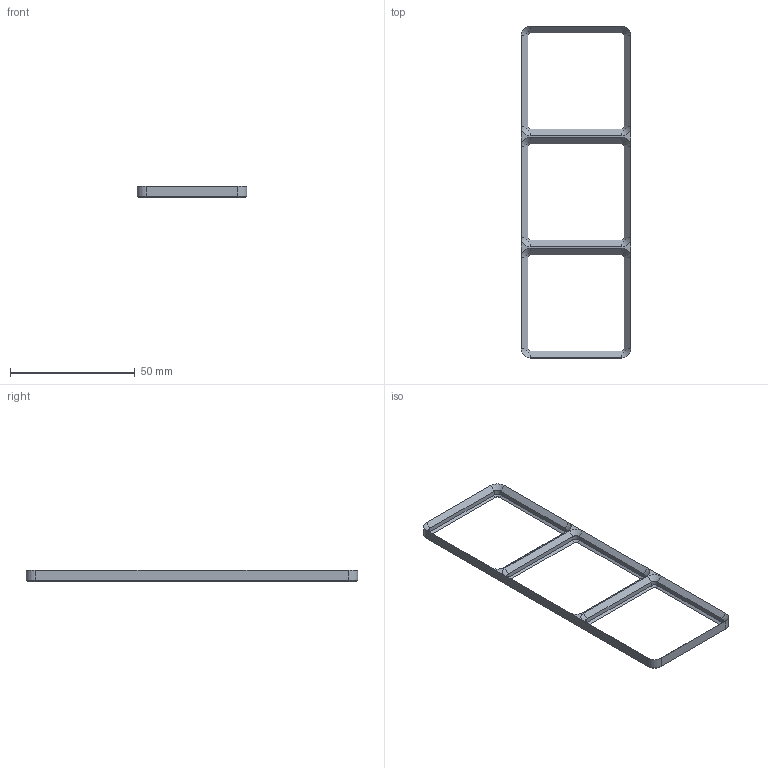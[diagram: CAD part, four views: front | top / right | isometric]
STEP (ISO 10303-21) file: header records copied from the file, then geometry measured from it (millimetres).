
FILE_DESCRIPTION(/* description */ (''),/* implementation_level */ '2;1');
FILE_NAME(/* name */ 'Drawer Baseplate.step',/* time_stamp */ '2025-05-09T01:29:22-04:00',/* author */ (''),/* organization */ (''),/* preprocessor_version */ 'ST-DEVELOPER v20.1',/* originating_system */ 'Autodesk Translation Framework v14.4.0.0',/* authorisation */ '');
FILE_SCHEMA (('AUTOMOTIVE_DESIGN { 1 0 10303 214 3 1 1 }'));
Length unit declared in the file: millimetre
Products named in the file (2): Drawer Baseplate; Gridfinity baseplate 3x1
Assembly tree (1 placements, depth 2):
  Drawer Baseplate
    Gridfinity baseplate 3x1
Bounding box: 44 x 133 x 4.5 mm (x, y, z)
Volume: 3734.1 mm3; surface area: 5599.3 mm2
Topology: 1 solids, 1 shells, 91 faces, 204 edges, 112 vertices
Faces by surface type: plane 47, cone 28, cylinder 16
Entity records: 2503 total; most frequent: DIRECTION 448, CARTESIAN_POINT 410, ORIENTED_EDGE 408, EDGE_CURVE 204, AXIS2_PLACEMENT_3D 150, LINE 148, VECTOR 148, VERTEX_POINT 112
